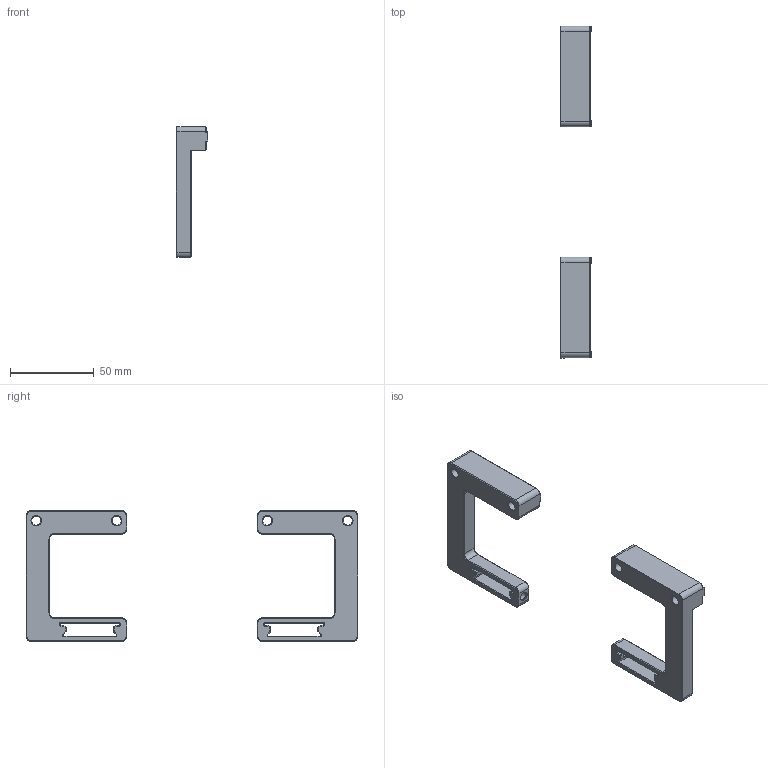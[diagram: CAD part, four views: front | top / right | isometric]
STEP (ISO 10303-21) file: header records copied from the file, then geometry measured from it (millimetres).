
FILE_DESCRIPTION(/* description */ (''),/* implementation_level */ '2;1');
FILE_NAME(/* name */ 'trident inverted electronics noctua fans (v2~recovered).step',/* time_stamp */ '2025-04-27T13:01:27-05:00',/* author */ (''),/* organization */ (''),/* preprocessor_version */ 'ST-DEVELOPER v20.1',/* originating_system */ 'Autodesk Translation Framework v14.4.0.0',/* authorisation */ '');
FILE_SCHEMA (('AUTOMOTIVE_DESIGN { 1 0 10303 214 3 1 1 }'));
Length unit declared in the file: millimetre
Products named in the file (5): trident inverted electronics noctua fans (v2~recovered); Trident_r2_Inverted_Electronics; Modified Parts(r2); Inverted_DIN_Mount_x2; Inverted_DIN_Mount(Mirror)_x2
Assembly tree (4 placements, depth 4):
  trident inverted electronics noctua fans (v2~recovered)
    Trident_r2_Inverted_Electronics
      Modified Parts(r2)
        Inverted_DIN_Mount_x2
        Inverted_DIN_Mount(Mirror)_x2
Bounding box: 18.8 x 197.74 x 77.91 mm (x, y, z)
Volume: 51484.6 mm3; surface area: 19945.2 mm2
Topology: 2 solids, 2 shells, 312 faces, 768 edges, 456 vertices
Faces by surface type: plane 170, cone 78, cylinder 56, bspline 8
Full cylindrical faces by diameter (mm): 3.2 x2, 4.7 x2, 5.4 x4
Entity records: 9552 total; most frequent: CARTESIAN_POINT 2065, DIRECTION 1550, ORIENTED_EDGE 1536, EDGE_CURVE 768, LINE 520, VECTOR 520, AXIS2_PLACEMENT_3D 515, VERTEX_POINT 456
